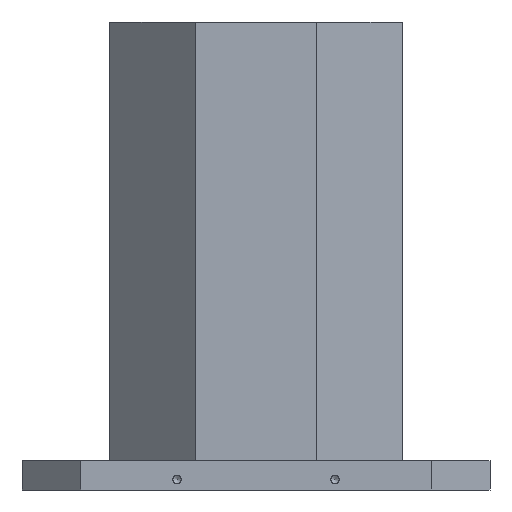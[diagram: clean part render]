
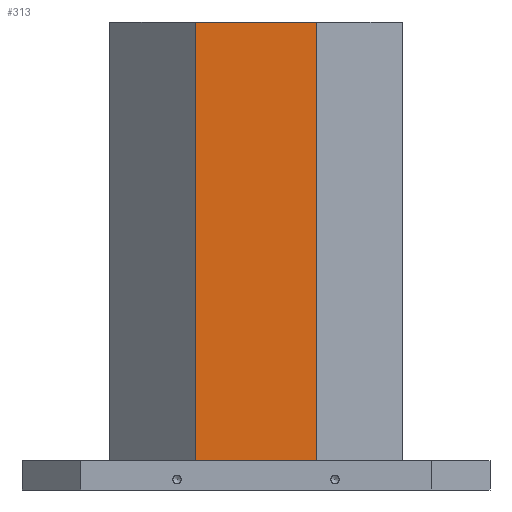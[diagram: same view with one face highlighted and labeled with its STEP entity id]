
A CAD part, front view. The second image highlights one B-rep face of the part: STEP entity #313.
In plain terms, the highlighted planar face has unit normal (0, -1, 0).
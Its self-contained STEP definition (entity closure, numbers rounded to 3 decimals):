
#313 = ADVANCED_FACE( '', ( #908 ), #909, .T. );
#908 = FACE_OUTER_BOUND( '', #1519, .T. );
#909 = PLANE( '', #1520 );
#1519 = EDGE_LOOP( '', ( #3539, #3540, #3541, #3542 ) );
#1520 = AXIS2_PLACEMENT_3D( '', #3543, #3544, #3545 );
#3539 = ORIENTED_EDGE( '', *, *, #3853, .T. );
#3540 = ORIENTED_EDGE( '', *, *, #4280, .T. );
#3541 = ORIENTED_EDGE( '', *, *, #4022, .F. );
#3542 = ORIENTED_EDGE( '', *, *, #4328, .F. );
#3543 = CARTESIAN_POINT( '', ( 103.553, -250., 800. ) );
#3544 = DIRECTION( '', ( 0., -1., 0. ) );
#3545 = DIRECTION( '', ( 1., 0., 0. ) );
#3853 = EDGE_CURVE( '', #4702, #4703, #4704, .T. );
#4022 = EDGE_CURVE( '', #4976, #4977, #4978, .T. );
#4280 = EDGE_CURVE( '', #4703, #4977, #5384, .T. );
#4328 = EDGE_CURVE( '', #4702, #4976, #5432, .T. );
#4702 = VERTEX_POINT( '', #5914 );
#4703 = VERTEX_POINT( '', #5915 );
#4704 = LINE( '', #5916, #5917 );
#4976 = VERTEX_POINT( '', #6292 );
#4977 = VERTEX_POINT( '', #6293 );
#4978 = LINE( '', #6294, #6295 );
#5384 = LINE( '', #6850, #6851 );
#5432 = LINE( '', #6946, #6947 );
#5914 = CARTESIAN_POINT( '', ( 103.553, -250., 800. ) );
#5915 = CARTESIAN_POINT( '', ( -103.553, -250., 800. ) );
#5916 = CARTESIAN_POINT( '', ( 103.553, -250., 800. ) );
#5917 = VECTOR( '', #7321, 1000. );
#6292 = CARTESIAN_POINT( '', ( 103.553, -250., 50. ) );
#6293 = CARTESIAN_POINT( '', ( -103.553, -250., 50. ) );
#6294 = CARTESIAN_POINT( '', ( -400., -250., 50. ) );
#6295 = VECTOR( '', #7620, 1000. );
#6850 = CARTESIAN_POINT( '', ( -103.553, -250., 800. ) );
#6851 = VECTOR( '', #8064, 1000. );
#6946 = CARTESIAN_POINT( '', ( 103.553, -250., 800. ) );
#6947 = VECTOR( '', #8112, 1000. );
#7321 = DIRECTION( '', ( -1., 0., 0. ) );
#7620 = DIRECTION( '', ( -1., 0., 0. ) );
#8064 = DIRECTION( '', ( 0., 0., -1. ) );
#8112 = DIRECTION( '', ( 0., 0., -1. ) );
